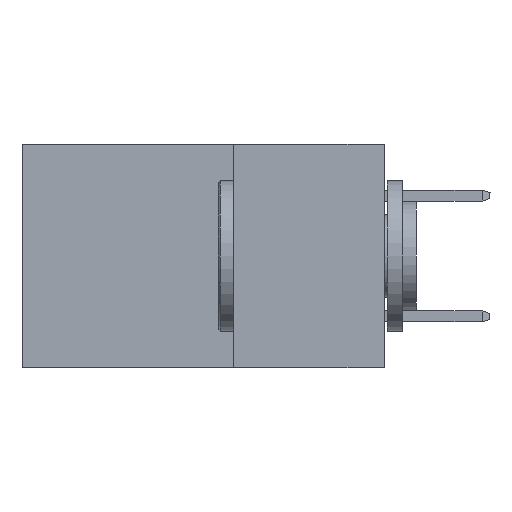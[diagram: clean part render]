
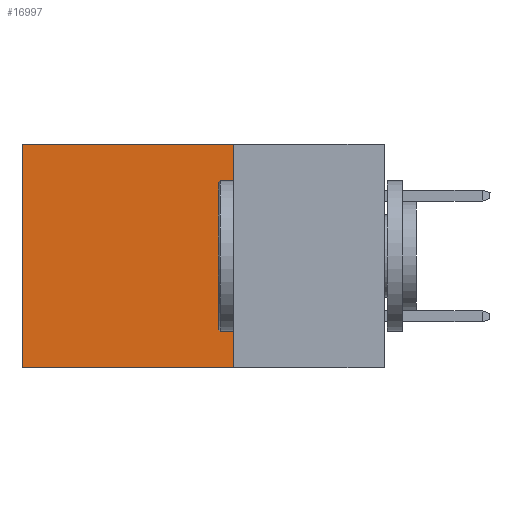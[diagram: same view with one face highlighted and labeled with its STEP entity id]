
A CAD part, left-side view. The second image highlights one B-rep face of the part: STEP entity #16997.
In plain terms, the highlighted planar face has unit normal (-1, 0, 0).
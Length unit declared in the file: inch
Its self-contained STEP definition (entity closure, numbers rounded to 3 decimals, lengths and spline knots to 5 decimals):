
#209 = VERTEX_POINT ( 'NONE', #5141 ) ;
#1953 = CARTESIAN_POINT ( 'NONE',  ( 0.298, 0.25, 0. ) ) ;
#2093 = DIRECTION ( 'NONE',  ( 0., 0., -1. ) ) ;
#3963 = VERTEX_POINT ( 'NONE', #8602 ) ;
#4056 = EDGE_CURVE ( 'NONE', #209, #17598, #7511, .T. ) ;
#4985 = VERTEX_POINT ( 'NONE', #1953 ) ;
#5107 = DIRECTION ( 'NONE',  ( 1., 0., 0. ) ) ;
#5141 = CARTESIAN_POINT ( 'NONE',  ( 0.298, 0.6, 0. ) ) ;
#7511 = LINE ( 'NONE', #19859, #19985 ) ;
#7584 = ORIENTED_EDGE ( 'NONE', *, *, #12828, .T. ) ;
#7886 = VECTOR ( 'NONE', #9325, 39.37008 ) ;
#8221 = EDGE_CURVE ( 'NONE', #3963, #17598, #8961, .T. ) ;
#8556 = CARTESIAN_POINT ( 'NONE',  ( 0.298, 0.25, 0. ) ) ;
#8602 = CARTESIAN_POINT ( 'NONE',  ( 0.298, 0.25, -0.37 ) ) ;
#8772 = ORIENTED_EDGE ( 'NONE', *, *, #8221, .F. ) ;
#8961 = LINE ( 'NONE', #20000, #10268 ) ;
#9249 = CARTESIAN_POINT ( 'NONE',  ( 0.298, 0.25, 0. ) ) ;
#9325 = DIRECTION ( 'NONE',  ( 0., 0., -1. ) ) ;
#9750 = LINE ( 'NONE', #8556, #11025 ) ;
#9965 = DIRECTION ( 'NONE',  ( 0., 0., -1. ) ) ;
#10268 = VECTOR ( 'NONE', #18224, 39.37008 ) ;
#10331 = FACE_OUTER_BOUND ( 'NONE', #12604, .T. ) ;
#11025 = VECTOR ( 'NONE', #13213, 39.37008 ) ;
#11204 = AXIS2_PLACEMENT_3D ( 'NONE', #19635, #5107, #9965 ) ;
#12216 = LINE ( 'NONE', #9249, #7886 ) ;
#12604 = EDGE_LOOP ( 'NONE', ( #19232, #8772, #17447, #7584 ) ) ;
#12828 = EDGE_CURVE ( 'NONE', #4985, #209, #9750, .T. ) ;
#13164 = PLANE ( 'NONE',  #11204 ) ;
#13213 = DIRECTION ( 'NONE',  ( 0., 1., 0. ) ) ;
#14032 = EDGE_CURVE ( 'NONE', #4985, #3963, #12216, .T. ) ;
#14700 = CARTESIAN_POINT ( 'NONE',  ( 0.298, 0.6, -0.37 ) ) ;
#16997 = ADVANCED_FACE ( 'NONE', ( #10331 ), #13164, .F. ) ;
#17447 = ORIENTED_EDGE ( 'NONE', *, *, #14032, .F. ) ;
#17598 = VERTEX_POINT ( 'NONE', #14700 ) ;
#18224 = DIRECTION ( 'NONE',  ( 0., 1., 0. ) ) ;
#19232 = ORIENTED_EDGE ( 'NONE', *, *, #4056, .T. ) ;
#19635 = CARTESIAN_POINT ( 'NONE',  ( 0.298, 0.25, 0. ) ) ;
#19859 = CARTESIAN_POINT ( 'NONE',  ( 0.298, 0.6, 0. ) ) ;
#19985 = VECTOR ( 'NONE', #2093, 39.37008 ) ;
#20000 = CARTESIAN_POINT ( 'NONE',  ( 0.298, 0.25, -0.37 ) ) ;
